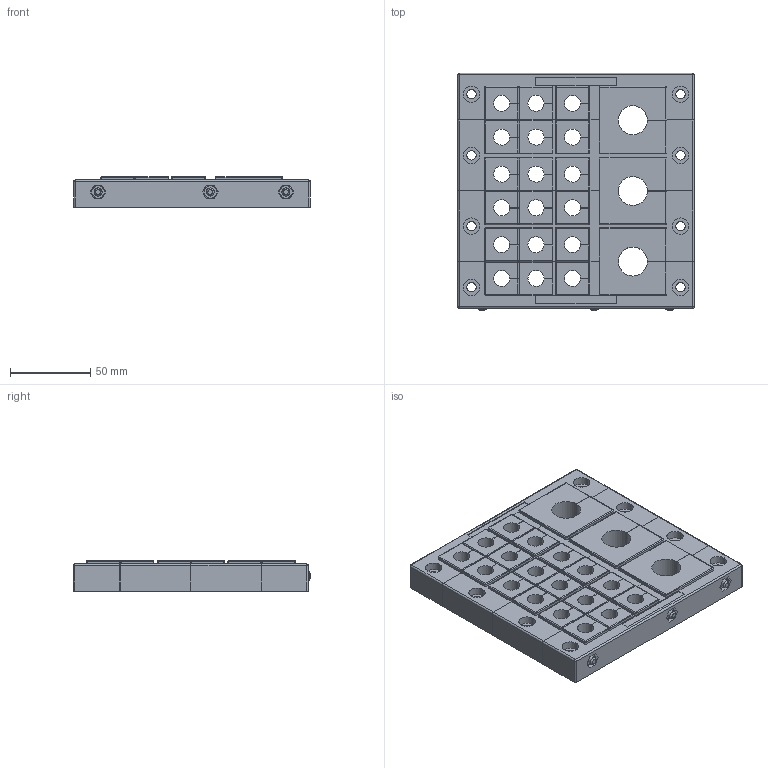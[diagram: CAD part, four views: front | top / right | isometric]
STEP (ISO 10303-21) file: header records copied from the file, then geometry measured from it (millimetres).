
FILE_DESCRIPTION(('STEP AP242'),'1');
FILE_NAME('42226.stp','2020-06-03T12:43:45',('TraceParts'),('TraceParts S.A.'),'Spatial InterOp 3D',' ',' ');
FILE_SCHEMA(('AP242_MANAGED_MODEL_BASED_3D_ENGINEERING_MIM_LF {1 0 10303 442 1 1 4}'));
Length unit declared in the file: millimetre
Products named in the file (1): 42226_1
Bounding box: 147 x 147.5 x 19 mm (x, y, z)
Volume: 386023.4 mm3; surface area: 163631.6 mm2
Topology: 31 solids, 31 shells, 1044 faces, 2622 edges, 1570 vertices
Faces by surface type: plane 563, cylinder 353, sphere 92, cone 30, torus 6
Entity records: 30421 total; most frequent: CARTESIAN_POINT 5409, DIRECTION 5338, ORIENTED_EDGE 5060, EDGE_CURVE 2530, AXIS2_PLACEMENT_3D 1787, LINE 1764, VECTOR 1764, VERTEX_POINT 1570
